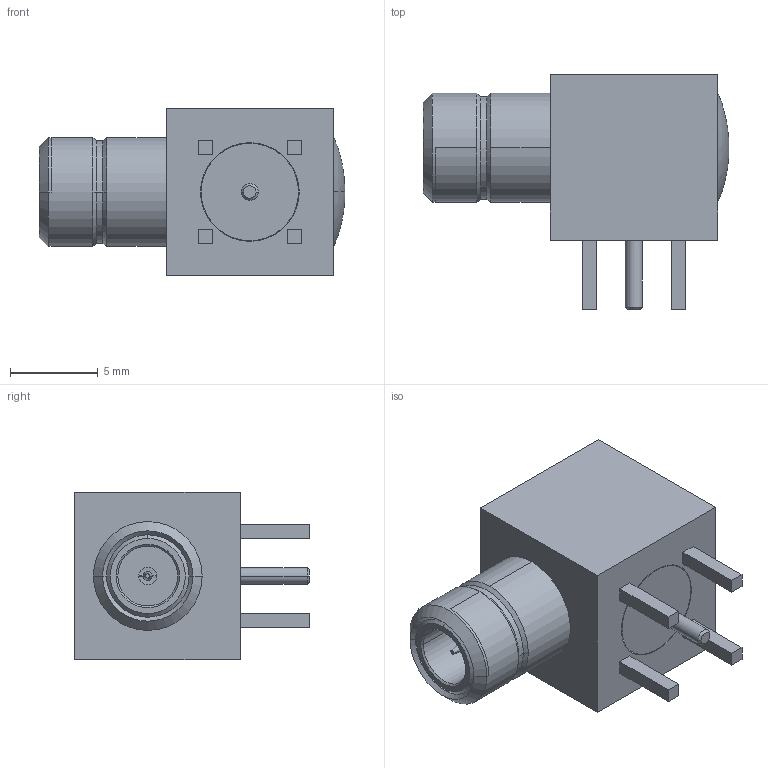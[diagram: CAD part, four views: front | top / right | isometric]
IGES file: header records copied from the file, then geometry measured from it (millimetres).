
Start section:  PTC IGES file: 903-585j-71a.igs
Global section: file name: 903-585j-71a.igs; native system: Pro/ENGINEER by Parametric Technology Corporation; preprocessor: 2008010; author: aarunprabu; organization: Unknown; date: 20090914.141038; units: millimetre
Bounding box: 17.4 x 13.36 x 9.53 mm (x, y, z)
Surface area: 816.2 mm2 (no closed solid volume)
Topology: 0 solids, 0 shells, 65 faces, 294 edges, 292 vertices
Faces by surface type: revolution 34, bspline 31
